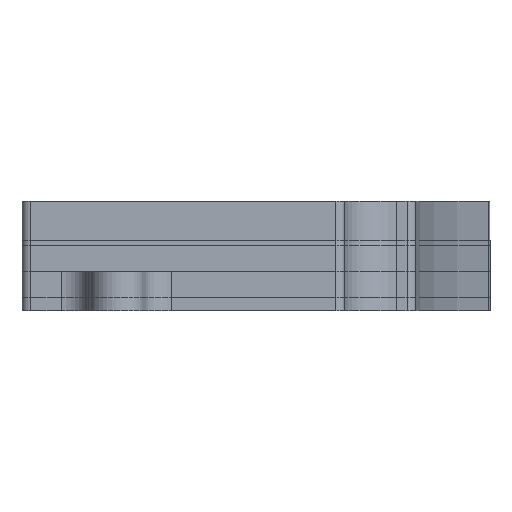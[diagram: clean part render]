
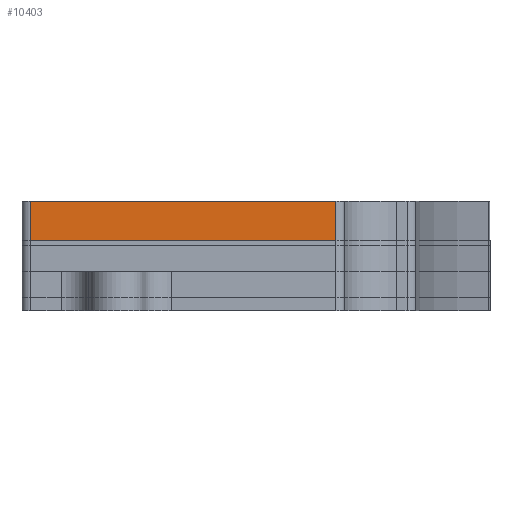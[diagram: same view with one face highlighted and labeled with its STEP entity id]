
A CAD part, left-side view. The second image highlights one B-rep face of the part: STEP entity #10403.
In plain terms, the highlighted planar face has unit normal (-1, 0, 0).
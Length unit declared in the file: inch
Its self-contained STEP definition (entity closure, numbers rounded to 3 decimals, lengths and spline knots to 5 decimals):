
#1265=FACE_OUTER_BOUND('',#1941,.T.);
#1941=EDGE_LOOP('',(#9355,#9356,#9357,#9358));
#3061=LINE('',#17074,#4169);
#3062=LINE('',#17077,#4170);
#3063=LINE('',#17079,#4171);
#3064=LINE('',#17080,#4172);
#4169=VECTOR('',#14079,0.3937);
#4170=VECTOR('',#14082,0.3937);
#4171=VECTOR('',#14083,0.3937);
#4172=VECTOR('',#14084,0.3937);
#5171=VERTEX_POINT('',#17070);
#5172=VERTEX_POINT('',#17072);
#5173=VERTEX_POINT('',#17076);
#5174=VERTEX_POINT('',#17078);
#6617=EDGE_CURVE('',#5171,#5172,#3061,.T.);
#6618=EDGE_CURVE('',#5173,#5171,#3062,.T.);
#6619=EDGE_CURVE('',#5174,#5172,#3063,.T.);
#6620=EDGE_CURVE('',#5173,#5174,#3064,.T.);
#9355=ORIENTED_EDGE('',*,*,#6618,.T.);
#9356=ORIENTED_EDGE('',*,*,#6617,.T.);
#9357=ORIENTED_EDGE('',*,*,#6619,.F.);
#9358=ORIENTED_EDGE('',*,*,#6620,.F.);
#9893=PLANE('',#11269);
#10403=ADVANCED_FACE('',(#1265),#9893,.T.);
#11269=AXIS2_PLACEMENT_3D('',#17075,#14080,#14081);
#14079=DIRECTION('',(0.,0.,1.));
#14080=DIRECTION('center_axis',(-1.,0.,0.));
#14081=DIRECTION('ref_axis',(0.,-1.,0.));
#14082=DIRECTION('',(0.,-1.,0.));
#14083=DIRECTION('',(0.,-1.,0.));
#14084=DIRECTION('',(0.,0.,1.));
#17070=CARTESIAN_POINT('',(2.85408,-4.78693,0.05));
#17072=CARTESIAN_POINT('',(2.85408,-4.78693,0.40433));
#17074=CARTESIAN_POINT('',(2.85408,-4.78693,0.05));
#17075=CARTESIAN_POINT('Origin',(2.85408,-2.0157,0.05));
#17076=CARTESIAN_POINT('',(2.85408,-2.0157,0.05));
#17077=CARTESIAN_POINT('',(2.85408,-2.0157,0.05));
#17078=CARTESIAN_POINT('',(2.85408,-2.0157,0.40433));
#17079=CARTESIAN_POINT('',(2.85408,-2.0157,0.40433));
#17080=CARTESIAN_POINT('',(2.85408,-2.0157,0.05));
